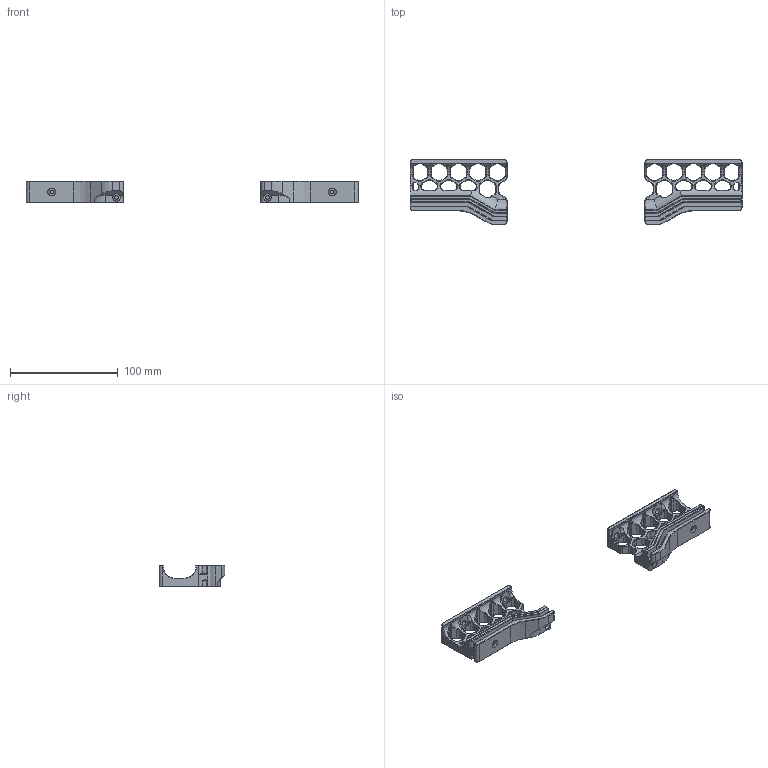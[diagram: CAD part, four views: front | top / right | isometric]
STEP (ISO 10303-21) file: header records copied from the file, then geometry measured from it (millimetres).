
FILE_DESCRIPTION(/* description */ (''),/* implementation_level */ '2;1');
FILE_NAME(/* name */ '190mm3 Front Skirts for 310mm Extrusion.step',/* time_stamp */ '2021-04-11T21:32:22+01:00',/* author */ (''),/* organization */ (''),/* preprocessor_version */ 'ST-DEVELOPER v18.1',/* originating_system */ 'Autodesk Translation Framework v10.6.0.1341',/* authorisation */ '');
FILE_SCHEMA (('AUTOMOTIVE_DESIGN { 1 0 10303 214 3 1 1 }'));
Length unit declared in the file: millimetre
Products named in the file (1): Front Skirt
Bounding box: 308 x 60.9 x 20 mm (x, y, z)
Volume: 83085.4 mm3; surface area: 43807.7 mm2
Topology: 4 solids, 4 shells, 1310 faces, 3254 edges, 1934 vertices
Faces by surface type: plane 550, bspline 296, cone 274, cylinder 190
Full cylindrical faces by diameter (mm): 3.3 x4, 4.6 x4, 5.3 x4, 7 x4
Entity records: 45372 total; most frequent: CARTESIAN_POINT 16205, ORIENTED_EDGE 6500, DIRECTION 5236, EDGE_CURVE 3250, LINE 1998, VECTOR 1998, VERTEX_POINT 1934, AXIS2_PLACEMENT_3D 1619
